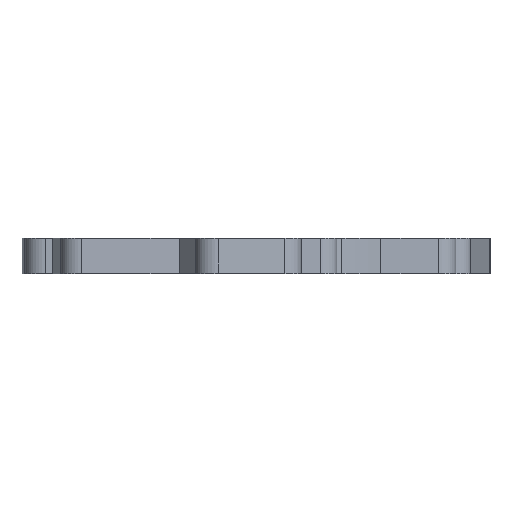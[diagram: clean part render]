
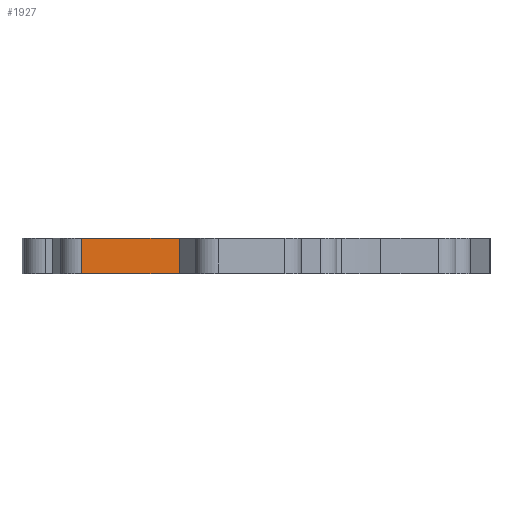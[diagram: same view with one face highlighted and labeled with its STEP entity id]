
A CAD part, left-side view. The second image highlights one B-rep face of the part: STEP entity #1927.
In plain terms, the highlighted planar face has unit normal (-0.996, -0.089, 0).
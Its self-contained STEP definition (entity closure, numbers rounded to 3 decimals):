
#137=FACE_OUTER_BOUND('',#233,.T.);
#233=EDGE_LOOP('',(#1717,#1718,#1719,#1720));
#348=LINE('',#2760,#554);
#407=LINE('',#2950,#613);
#518=LINE('',#3238,#724);
#519=LINE('',#3240,#725);
#554=VECTOR('',#2180,10.);
#613=VECTOR('',#2321,10.);
#724=VECTOR('',#2644,10.);
#725=VECTOR('',#2647,10.);
#770=VERTEX_POINT('',#2757);
#771=VERTEX_POINT('',#2759);
#860=VERTEX_POINT('',#2947);
#861=VERTEX_POINT('',#2949);
#962=EDGE_CURVE('',#770,#771,#348,.T.);
#1057=EDGE_CURVE('',#860,#861,#407,.T.);
#1202=EDGE_CURVE('',#771,#860,#518,.F.);
#1203=EDGE_CURVE('',#861,#770,#519,.F.);
#1717=ORIENTED_EDGE('',*,*,#1203,.F.);
#1718=ORIENTED_EDGE('',*,*,#1057,.F.);
#1719=ORIENTED_EDGE('',*,*,#1202,.F.);
#1720=ORIENTED_EDGE('',*,*,#962,.F.);
#1838=PLANE('',#2118);
#1927=ADVANCED_FACE('',(#137),#1838,.T.);
#2118=AXIS2_PLACEMENT_3D('',#3239,#2645,#2646);
#2180=DIRECTION('',(-0.089,0.996,0.));
#2321=DIRECTION('',(0.089,-0.996,0.));
#2644=DIRECTION('',(0.,0.,-1.));
#2645=DIRECTION('center_axis',(-0.996,-0.089,0.));
#2646=DIRECTION('ref_axis',(-0.089,0.996,0.));
#2647=DIRECTION('',(0.,0.,1.));
#2757=CARTESIAN_POINT('',(52.299,-51.454,-2.2));
#2759=CARTESIAN_POINT('',(50.553,-31.849,-2.2));
#2760=CARTESIAN_POINT('',(49.836,-23.793,-2.2));
#2947=CARTESIAN_POINT('',(50.553,-31.849,5.));
#2949=CARTESIAN_POINT('',(52.299,-51.454,5.));
#2950=CARTESIAN_POINT('',(49.836,-23.793,5.));
#3238=CARTESIAN_POINT('',(50.553,-31.849,0.));
#3239=CARTESIAN_POINT('Origin',(52.33,-51.801,0.));
#3240=CARTESIAN_POINT('',(52.299,-51.454,0.));
